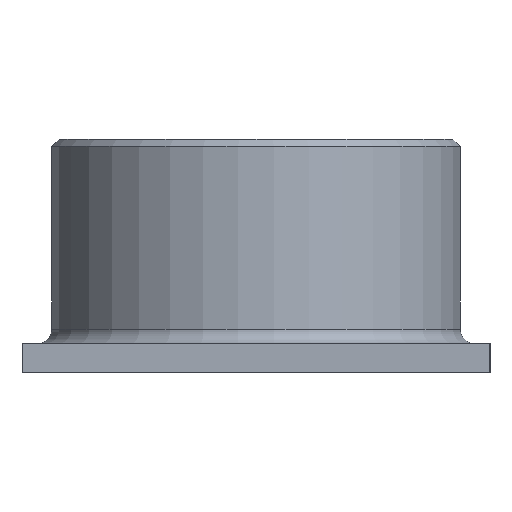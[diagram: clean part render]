
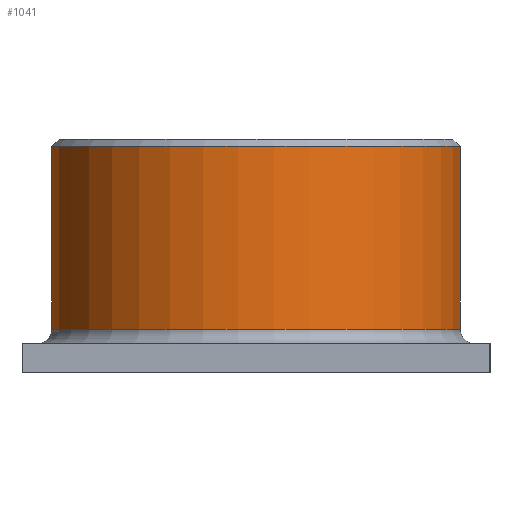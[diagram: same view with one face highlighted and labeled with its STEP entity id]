
A CAD part, left-side view. The second image highlights one B-rep face of the part: STEP entity #1041.
In plain terms, the highlighted cylindrical face has radius 22.225 mm (diameter 44.45 mm), a partial arc.
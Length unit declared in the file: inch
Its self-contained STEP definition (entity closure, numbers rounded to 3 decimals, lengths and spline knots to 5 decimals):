
#42=CYLINDRICAL_SURFACE('',#1174,0.875);
#83=LINE('',#1794,#150);
#85=LINE('',#1817,#152);
#150=VECTOR('',#1410,0.3937);
#152=VECTOR('',#1418,0.3937);
#255=FACE_OUTER_BOUND('',#324,.T.);
#324=EDGE_LOOP('',(#810,#811,#812,#813));
#400=CIRCLE('',#1160,0.875);
#410=CIRCLE('',#1175,0.875);
#480=VERTEX_POINT('',#1746);
#481=VERTEX_POINT('',#1750);
#488=VERTEX_POINT('',#1793);
#492=VERTEX_POINT('',#1816);
#597=EDGE_CURVE('',#481,#480,#400,.T.);
#607=EDGE_CURVE('',#480,#488,#83,.T.);
#612=EDGE_CURVE('',#492,#481,#85,.T.);
#613=EDGE_CURVE('',#488,#492,#410,.T.);
#810=ORIENTED_EDGE('',*,*,#597,.F.);
#811=ORIENTED_EDGE('',*,*,#612,.F.);
#812=ORIENTED_EDGE('',*,*,#613,.F.);
#813=ORIENTED_EDGE('',*,*,#607,.F.);
#1041=ADVANCED_FACE('',(#255),#42,.T.);
#1160=AXIS2_PLACEMENT_3D('',#1756,#1386,#1387);
#1174=AXIS2_PLACEMENT_3D('',#1815,#1416,#1417);
#1175=AXIS2_PLACEMENT_3D('',#1818,#1419,#1420);
#1386=DIRECTION('center_axis',(0.,0.,-1.));
#1387=DIRECTION('ref_axis',(-1.,0.,0.));
#1410=DIRECTION('',(0.,0.,1.));
#1416=DIRECTION('center_axis',(0.,0.,1.));
#1417=DIRECTION('ref_axis',(-1.,0.,0.));
#1418=DIRECTION('',(0.,0.,-1.));
#1419=DIRECTION('center_axis',(0.,0.,1.));
#1420=DIRECTION('ref_axis',(-0.694,-0.72,0.));
#1746=CARTESIAN_POINT('',(-0.89277,0.63,-0.3125));
#1750=CARTESIAN_POINT('',(-0.89277,-0.63,-0.3125));
#1756=CARTESIAN_POINT('Origin',(-1.5,0.,-0.3125));
#1793=CARTESIAN_POINT('',(-0.89277,0.63,0.46875));
#1794=CARTESIAN_POINT('',(-0.89277,0.63,0.));
#1815=CARTESIAN_POINT('Origin',(-1.5,0.,0.));
#1816=CARTESIAN_POINT('',(-0.89277,-0.63,0.46875));
#1817=CARTESIAN_POINT('',(-0.89277,-0.63,0.));
#1818=CARTESIAN_POINT('Origin',(-1.5,0.,0.46875));
